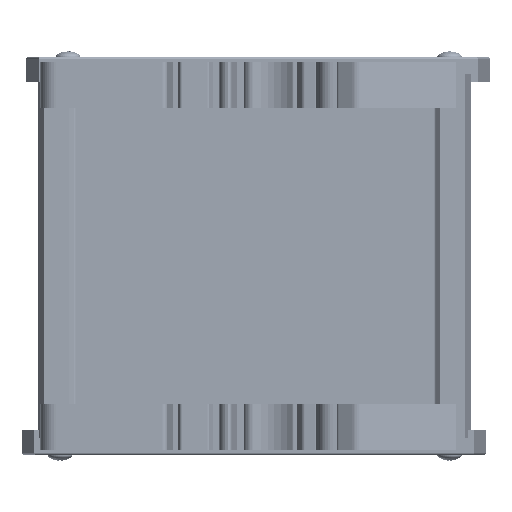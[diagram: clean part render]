
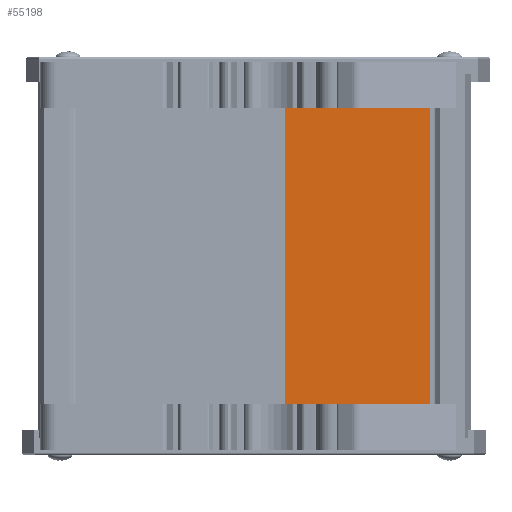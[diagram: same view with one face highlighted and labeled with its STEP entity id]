
A CAD part, front view. The second image highlights one B-rep face of the part: STEP entity #55198.
In plain terms, the highlighted planar face has unit normal (0.002, -1, 0).
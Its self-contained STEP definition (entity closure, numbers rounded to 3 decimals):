
#55142=CARTESIAN_POINT('',(-530.109,-523.966,77.0));
#55143=VERTEX_POINT('',#55142);
#55150=CARTESIAN_POINT('',(-530.109,-523.966,0.0));
#55151=VERTEX_POINT('',#55150);
#55152=CARTESIAN_POINT('',(-530.109,-523.966,0.0));
#55153=DIRECTION('',(0.0,0.0,1.0));
#55154=VECTOR('',#55153,77.0);
#55155=LINE('',#55152,#55154);
#55156=EDGE_CURVE('',#55151,#55143,#55155,.T.);
#55168=CARTESIAN_POINT('',(-530.109,-523.966,0.0));
#55169=DIRECTION('',(0.0,-1.0,0.0));
#55170=DIRECTION('',(0.0,0.0,-1.0));
#55171=AXIS2_PLACEMENT_3D('',#55168,#55169,#55170);
#55172=PLANE('',#55171);
#55173=CARTESIAN_POINT('',(-558.93,-523.966,77.0));
#55174=VERTEX_POINT('',#55173);
#55175=CARTESIAN_POINT('',(-530.109,-523.966,77.0));
#55176=DIRECTION('',(-1.0,0.0,0.0));
#55177=VECTOR('',#55176,28.821);
#55178=LINE('',#55175,#55177);
#55179=EDGE_CURVE('',#55143,#55174,#55178,.T.);
#55180=ORIENTED_EDGE('',*,*,#55179,.T.);
#55181=CARTESIAN_POINT('',(-558.93,-523.966,0.0));
#55182=VERTEX_POINT('',#55181);
#55183=CARTESIAN_POINT('',(-558.93,-523.966,0.0));
#55184=DIRECTION('',(0.0,0.0,1.0));
#55185=VECTOR('',#55184,77.0);
#55186=LINE('',#55183,#55185);
#55187=EDGE_CURVE('',#55182,#55174,#55186,.T.);
#55188=ORIENTED_EDGE('',*,*,#55187,.F.);
#55189=CARTESIAN_POINT('',(-558.93,-523.966,0.0));
#55190=DIRECTION('',(1.0,0.0,0.0));
#55191=VECTOR('',#55190,28.821);
#55192=LINE('',#55189,#55191);
#55193=EDGE_CURVE('',#55182,#55151,#55192,.T.);
#55194=ORIENTED_EDGE('',*,*,#55193,.T.);
#55195=ORIENTED_EDGE('',*,*,#55156,.T.);
#55196=EDGE_LOOP('',(#55180,#55188,#55194,#55195));
#55197=FACE_OUTER_BOUND('',#55196,.T.);
#55198=ADVANCED_FACE('',(#55197),#55172,.T.);
